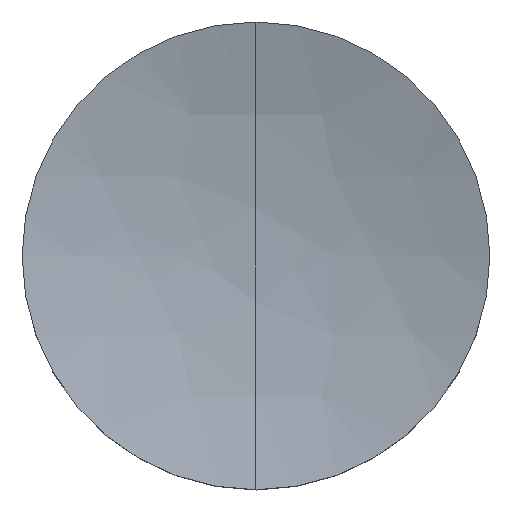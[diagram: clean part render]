
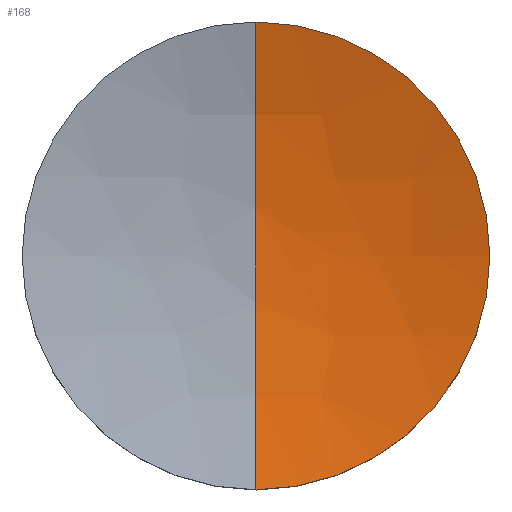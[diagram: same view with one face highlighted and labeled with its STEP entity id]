
A CAD part, top view. The second image highlights one B-rep face of the part: STEP entity #168.
In plain terms, the highlighted free-form (B-spline) face has degree [3, 3] with [4, 4] control points.
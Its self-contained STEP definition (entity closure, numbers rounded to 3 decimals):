
#5 = CARTESIAN_POINT ( 'NONE',  ( 0., -12.7, 5.9 ) ) ;
#11 = DIRECTION ( 'NONE',  ( -1., 0., 0. ) ) ;
#22 = CARTESIAN_POINT ( 'NONE',  ( 4.166, -12.849, 5.941 ) ) ;
#23 = ORIENTED_EDGE ( 'NONE', *, *, #116, .F. ) ;
#25 = CARTESIAN_POINT ( 'NONE',  ( 0., 4.388, 3.605 ) ) ;
#26 = CARTESIAN_POINT ( 'NONE',  ( 8.712, -4.388, 4.189 ) ) ;
#46 = AXIS2_PLACEMENT_3D ( 'NONE', #69, #287, #148 ) ;
#52 = CARTESIAN_POINT ( 'NONE',  ( 4.376, -4.388, 3.605 ) ) ;
#54 = AXIS2_PLACEMENT_3D ( 'NONE', #138, #11, #167 ) ;
#66 = EDGE_CURVE ( 'NONE', #223, #253, #110, .T. ) ;
#69 = CARTESIAN_POINT ( 'NONE',  ( 0., 0., 5.9 ) ) ;
#75 = CARTESIAN_POINT ( 'NONE',  ( 0., -4.388, 3.605 ) ) ;
#110 = CIRCLE ( 'NONE', #46, 12.7 ) ;
#112 = CARTESIAN_POINT ( 'NONE',  ( 12.932, -4.388, 5.347 ) ) ;
#113 = CARTESIAN_POINT ( 'NONE',  ( 4.376, 4.388, 3.605 ) ) ;
#116 = EDGE_CURVE ( 'NONE', #253, #210, #165, .T. ) ;
#127 = EDGE_LOOP ( 'NONE', ( #198, #139, #23 ) ) ;
#130 = CARTESIAN_POINT ( 'NONE',  ( 0., 12.849, 5.941 ) ) ;
#138 = CARTESIAN_POINT ( 'NONE',  ( 0., 0., 52.48 ) ) ;
#139 = ORIENTED_EDGE ( 'NONE', *, *, #258, .T. ) ;
#148 = DIRECTION ( 'NONE',  ( 1., 0., 0. ) ) ;
#150 = CARTESIAN_POINT ( 'NONE',  ( 8.296, -12.849, 6.497 ) ) ;
#152 = CARTESIAN_POINT ( 'NONE',  ( 4.166, 12.849, 5.941 ) ) ;
#165 = CIRCLE ( 'NONE', #200, 12.7 ) ;
#167 = DIRECTION ( 'NONE',  ( 0., 1., 0. ) ) ;
#168 = ADVANCED_FACE ( 'NONE', ( #271 ), #206, .F. ) ;
#175 = CARTESIAN_POINT ( 'NONE',  ( 0., -12.849, 5.941 ) ) ;
#176 = CARTESIAN_POINT ( 'NONE',  ( 12.314, 12.849, 7.6 ) ) ;
#193 = CARTESIAN_POINT ( 'NONE',  ( 0., 0., 5.9 ) ) ;
#197 = DIRECTION ( 'NONE',  ( 1., 0., 0. ) ) ;
#198 = ORIENTED_EDGE ( 'NONE', *, *, #66, .F. ) ;
#200 = AXIS2_PLACEMENT_3D ( 'NONE', #193, #215, #197 ) ;
#206 =( BOUNDED_SURFACE ( )  B_SPLINE_SURFACE ( 3, 3, ( 
 ( #176, #244, #152, #130 ),
 ( #264, #294, #113, #25 ),
 ( #112, #26, #52, #75 ),
 ( #267, #150, #22, #175 ) ),
 .UNSPECIFIED., .F., .F., .F. ) 
 B_SPLINE_SURFACE_WITH_KNOTS ( ( 4, 4 ),
 ( 4, 4 ),
 ( 0., 1. ),
 ( 0., 1. ),
 .UNSPECIFIED. ) 
 GEOMETRIC_REPRESENTATION_ITEM ( )  RATIONAL_B_SPLINE_SURFACE ( (
 ( 1., 0.994, 0.994, 1.),
 ( 0.976, 0.97, 0.97, 0.976),
 ( 0.976, 0.97, 0.97, 0.976),
 ( 1., 0.994, 0.994, 1.) ) ) 
 REPRESENTATION_ITEM ( '' )  SURFACE ( )  );
#210 = VERTEX_POINT ( 'NONE', #5 ) ;
#215 = DIRECTION ( 'NONE',  ( 0., 0., -1. ) ) ;
#222 = CARTESIAN_POINT ( 'NONE',  ( 0., 12.7, 5.9 ) ) ;
#223 = VERTEX_POINT ( 'NONE', #222 ) ;
#235 = CIRCLE ( 'NONE', #54, 48.28 ) ;
#244 = CARTESIAN_POINT ( 'NONE',  ( 8.296, 12.849, 6.497 ) ) ;
#253 = VERTEX_POINT ( 'NONE', #278 ) ;
#258 = EDGE_CURVE ( 'NONE', #223, #210, #235, .T. ) ;
#264 = CARTESIAN_POINT ( 'NONE',  ( 12.932, 4.388, 5.347 ) ) ;
#267 = CARTESIAN_POINT ( 'NONE',  ( 12.314, -12.849, 7.6 ) ) ;
#271 = FACE_OUTER_BOUND ( 'NONE', #127, .T. ) ;
#278 = CARTESIAN_POINT ( 'NONE',  ( 12.7, 0., 5.9 ) ) ;
#287 = DIRECTION ( 'NONE',  ( 0., 0., -1. ) ) ;
#294 = CARTESIAN_POINT ( 'NONE',  ( 8.712, 4.388, 4.189 ) ) ;
